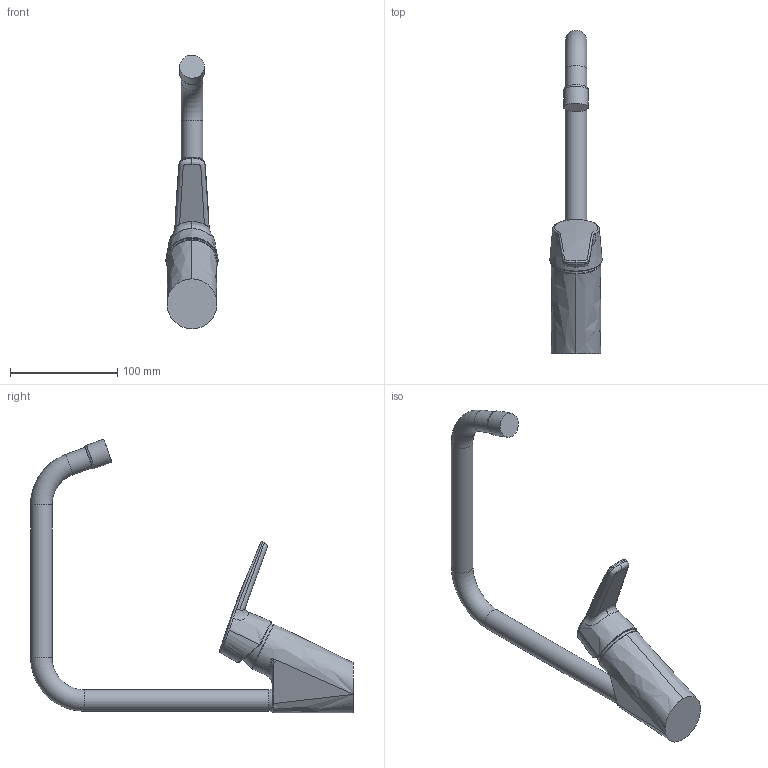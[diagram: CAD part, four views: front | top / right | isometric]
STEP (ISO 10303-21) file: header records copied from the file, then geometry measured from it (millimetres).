
FILE_DESCRIPTION (( 'STEP AP203' ), '1' );
FILE_NAME ('3933(2016)+3933F(2016)+52702293.STEP', '2017-03-09T05:51:04', ( '' ), ( '' ), 'SwSTEP 2.0', 'SolidWorks 2016', '' );
FILE_SCHEMA (( 'CONFIG_CONTROL_DESIGN' ));
Length unit declared in the file: millimetre
Products named in the file (1): 3933(2016)+3933F(2016)+52702293
Bounding box: 48.62 x 300.7 x 254.89 mm (x, y, z)
Volume: 415952 mm3; surface area: 58710.8 mm2
Topology: 1 solids, 1 shells, 65 faces, 182 edges, 120 vertices
Faces by surface type: bspline 42, plane 9, cylinder 8, cone 3, torus 3
Full cylindrical faces by diameter (mm): 20 x3, 22.8 x1
Entity records: 14781 total; most frequent: CARTESIAN_POINT 13482, ORIENTED_EDGE 338, EDGE_CURVE 169, B_SPLINE_CURVE_WITH_KNOTS 133, VERTEX_POINT 117, DIRECTION 103, EDGE_LOOP 76, FACE_OUTER_BOUND 73
